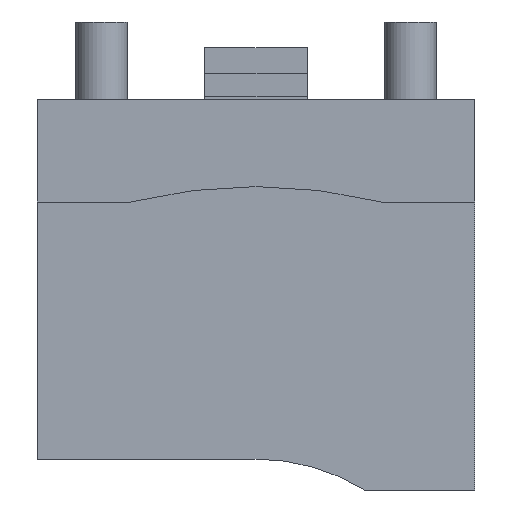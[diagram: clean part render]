
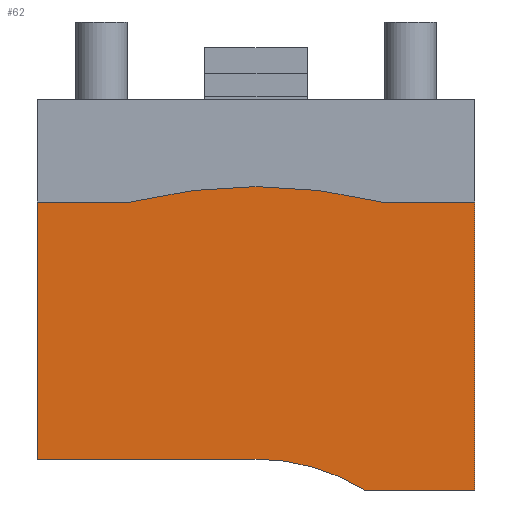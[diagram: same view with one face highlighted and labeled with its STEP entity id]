
A CAD part, left-side view. The second image highlights one B-rep face of the part: STEP entity #62.
In plain terms, the highlighted planar face has unit normal (-1, 0, 0).
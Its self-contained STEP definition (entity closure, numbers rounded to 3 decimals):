
#50=CIRCLE('',#762,100.);
#51=CIRCLE('',#763,40.);
#62=ADVANCED_FACE('',(#131),#99,.F.);
#99=PLANE('',#764);
#131=FACE_OUTER_BOUND('',#169,.T.);
#169=EDGE_LOOP('',(#249,#250,#251,#252,#253,#254,#255,#256));
#249=ORIENTED_EDGE('',*,*,#496,.F.);
#250=ORIENTED_EDGE('',*,*,#497,.F.);
#251=ORIENTED_EDGE('',*,*,#472,.T.);
#252=ORIENTED_EDGE('',*,*,#498,.T.);
#253=ORIENTED_EDGE('',*,*,#499,.T.);
#254=ORIENTED_EDGE('',*,*,#500,.T.);
#255=ORIENTED_EDGE('',*,*,#501,.F.);
#256=ORIENTED_EDGE('',*,*,#502,.F.);
#408=VERTEX_POINT('',#1030);
#409=VERTEX_POINT('',#1032);
#427=VERTEX_POINT('',#1077);
#428=VERTEX_POINT('',#1078);
#429=VERTEX_POINT('',#1081);
#430=VERTEX_POINT('',#1083);
#431=VERTEX_POINT('',#1085);
#432=VERTEX_POINT('',#1087);
#472=EDGE_CURVE('',#409,#408,#565,.T.);
#496=EDGE_CURVE('',#427,#428,#587,.T.);
#497=EDGE_CURVE('',#409,#427,#588,.T.);
#498=EDGE_CURVE('',#408,#429,#50,.T.);
#499=EDGE_CURVE('',#429,#430,#589,.T.);
#500=EDGE_CURVE('',#430,#431,#590,.T.);
#501=EDGE_CURVE('',#432,#431,#591,.T.);
#502=EDGE_CURVE('',#428,#432,#51,.T.);
#565=LINE('',#1031,#651);
#587=LINE('',#1076,#673);
#588=LINE('',#1079,#674);
#589=LINE('',#1082,#675);
#590=LINE('',#1084,#676);
#591=LINE('',#1086,#677);
#651=VECTOR('',#833,1.);
#673=VECTOR('',#865,1.);
#674=VECTOR('',#866,1.);
#675=VECTOR('',#869,1.);
#676=VECTOR('',#870,1.);
#677=VECTOR('',#871,1.);
#762=AXIS2_PLACEMENT_3D('',#1080,#867,#868);
#763=AXIS2_PLACEMENT_3D('',#1088,#872,#873);
#764=AXIS2_PLACEMENT_3D('',#1089,#874,#875);
#833=DIRECTION('',(0.,1.,0.));
#865=DIRECTION('',(0.,1.,0.));
#866=DIRECTION('',(0.,0.,-1.));
#867=DIRECTION('',(-1.,0.,0.));
#868=DIRECTION('',(0.,1.,0.));
#869=DIRECTION('',(0.,1.,0.));
#870=DIRECTION('',(0.,0.,-1.));
#871=DIRECTION('',(0.,1.,0.));
#872=DIRECTION('',(-1.,0.,0.));
#873=DIRECTION('',(0.,0.,-1.));
#874=DIRECTION('',(1.,0.,0.));
#875=DIRECTION('',(0.,0.,1.));
#1030=CARTESIAN_POINT('',(0.5,-24.31,-20.));
#1031=CARTESIAN_POINT('',(0.5,-42.5,-20.));
#1032=CARTESIAN_POINT('',(0.5,-42.5,-20.));
#1076=CARTESIAN_POINT('',(0.5,-42.5,-76.));
#1077=CARTESIAN_POINT('',(0.5,-42.5,-76.));
#1078=CARTESIAN_POINT('',(0.5,-21.071,-76.));
#1079=CARTESIAN_POINT('',(0.5,-42.5,-20.));
#1080=CARTESIAN_POINT('',(0.5,0.,-117.));
#1081=CARTESIAN_POINT('',(0.5,24.31,-20.));
#1082=CARTESIAN_POINT('',(0.5,-42.5,-20.));
#1083=CARTESIAN_POINT('',(0.5,42.5,-20.));
#1084=CARTESIAN_POINT('',(0.5,42.5,-20.));
#1085=CARTESIAN_POINT('',(0.5,42.5,-70.));
#1086=CARTESIAN_POINT('',(0.5,-42.5,-70.));
#1087=CARTESIAN_POINT('',(0.5,0.,-70.));
#1088=CARTESIAN_POINT('',(0.5,0.,-110.));
#1089=CARTESIAN_POINT('',(0.5,-42.5,-20.));
